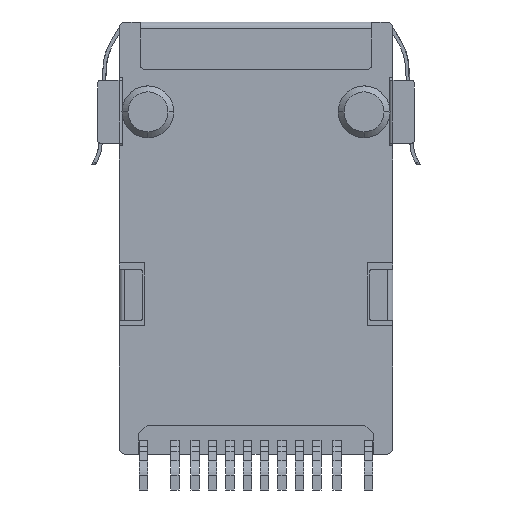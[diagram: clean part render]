
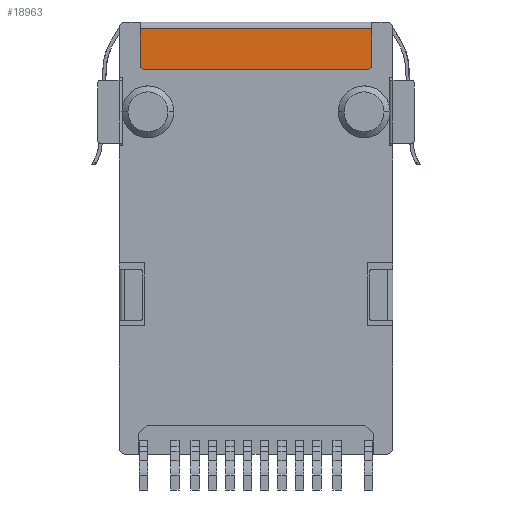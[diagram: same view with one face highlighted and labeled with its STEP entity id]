
A CAD part, front view. The second image highlights one B-rep face of the part: STEP entity #18963.
In plain terms, the highlighted planar face has unit normal (0, -1, 0).
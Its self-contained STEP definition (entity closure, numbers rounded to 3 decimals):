
#104 = CARTESIAN_POINT ( 'NONE',  ( 16.15, 1.1, -2.8 ) ) ;
#648 = VERTEX_POINT ( 'NONE', #7797 ) ;
#1325 = EDGE_CURVE ( 'NONE', #6327, #3967, #25836, .T. ) ;
#1769 = ORIENTED_EDGE ( 'NONE', *, *, #18820, .F. ) ;
#1996 = CARTESIAN_POINT ( 'NONE',  ( 16.45, 1.1, -2.5 ) ) ;
#2003 = CIRCLE ( 'NONE', #10312, 0.3 ) ;
#2118 = ORIENTED_EDGE ( 'NONE', *, *, #5773, .F. ) ;
#3345 = LINE ( 'NONE', #20245, #9706 ) ;
#3632 = ORIENTED_EDGE ( 'NONE', *, *, #21601, .F. ) ;
#3704 = CARTESIAN_POINT ( 'NONE',  ( 2.85, 1.1, -0.4 ) ) ;
#3967 = VERTEX_POINT ( 'NONE', #1996 ) ;
#4505 = CARTESIAN_POINT ( 'NONE',  ( 3.15, 1.1, -2.5 ) ) ;
#4669 = EDGE_CURVE ( 'NONE', #13397, #17595, #30706, .T. ) ;
#4797 = LINE ( 'NONE', #27388, #8441 ) ;
#5092 = CARTESIAN_POINT ( 'NONE',  ( 16.15, 1.1, -2.8 ) ) ;
#5773 = EDGE_CURVE ( 'NONE', #23380, #3967, #3345, .T. ) ;
#5834 = CARTESIAN_POINT ( 'NONE',  ( 2.85, 1.1, -0.4 ) ) ;
#6327 = VERTEX_POINT ( 'NONE', #104 ) ;
#7241 = DIRECTION ( 'NONE',  ( 0., -1., 0. ) ) ;
#7332 = DIRECTION ( 'NONE',  ( 0., -1., 0. ) ) ;
#7797 = CARTESIAN_POINT ( 'NONE',  ( 3.15, 1.1, -2.8 ) ) ;
#8441 = VECTOR ( 'NONE', #24631, 1000. ) ;
#8575 = CARTESIAN_POINT ( 'NONE',  ( 2.85, 1.1, -2.5 ) ) ;
#9240 = AXIS2_PLACEMENT_3D ( 'NONE', #14232, #7241, #24132 ) ;
#9706 = VECTOR ( 'NONE', #30344, 1000. ) ;
#9877 = ORIENTED_EDGE ( 'NONE', *, *, #4669, .T. ) ;
#10312 = AXIS2_PLACEMENT_3D ( 'NONE', #4505, #24323, #20570 ) ;
#11978 = ORIENTED_EDGE ( 'NONE', *, *, #12843, .T. ) ;
#12690 = PLANE ( 'NONE',  #15178 ) ;
#12843 = EDGE_CURVE ( 'NONE', #17595, #648, #2003, .T. ) ;
#13397 = VERTEX_POINT ( 'NONE', #3704 ) ;
#14230 = DIRECTION ( 'NONE',  ( 0., 0., -1. ) ) ;
#14232 = CARTESIAN_POINT ( 'NONE',  ( 16.15, 1.1, -2.5 ) ) ;
#14627 = DIRECTION ( 'NONE',  ( 0., 0., -1. ) ) ;
#15178 = AXIS2_PLACEMENT_3D ( 'NONE', #31716, #7332, #14627 ) ;
#17234 = FACE_OUTER_BOUND ( 'NONE', #18398, .T. ) ;
#17595 = VERTEX_POINT ( 'NONE', #8575 ) ;
#18398 = EDGE_LOOP ( 'NONE', ( #1769, #27237, #2118, #3632, #9877, #11978 ) ) ;
#18803 = VECTOR ( 'NONE', #19560, 1000. ) ;
#18820 = EDGE_CURVE ( 'NONE', #6327, #648, #22001, .T. ) ;
#18963 = ADVANCED_FACE ( 'NONE', ( #17234 ), #12690, .T. ) ;
#19211 = VECTOR ( 'NONE', #14230, 1000. ) ;
#19560 = DIRECTION ( 'NONE',  ( -1., 0., 0. ) ) ;
#20245 = CARTESIAN_POINT ( 'NONE',  ( 16.45, 1.1, -0.4 ) ) ;
#20570 = DIRECTION ( 'NONE',  ( -1., 0., 0. ) ) ;
#21601 = EDGE_CURVE ( 'NONE', #13397, #23380, #4797, .T. ) ;
#22001 = LINE ( 'NONE', #5092, #18803 ) ;
#23380 = VERTEX_POINT ( 'NONE', #29565 ) ;
#24132 = DIRECTION ( 'NONE',  ( 0., 0., -1. ) ) ;
#24323 = DIRECTION ( 'NONE',  ( 0., -1., 0. ) ) ;
#24631 = DIRECTION ( 'NONE',  ( 1., 0., 0. ) ) ;
#25836 = CIRCLE ( 'NONE', #9240, 0.3 ) ;
#27237 = ORIENTED_EDGE ( 'NONE', *, *, #1325, .T. ) ;
#27388 = CARTESIAN_POINT ( 'NONE',  ( 2.85, 1.1, -0.4 ) ) ;
#29565 = CARTESIAN_POINT ( 'NONE',  ( 16.45, 1.1, -0.4 ) ) ;
#30344 = DIRECTION ( 'NONE',  ( 0., 0., -1. ) ) ;
#30706 = LINE ( 'NONE', #5834, #19211 ) ;
#31716 = CARTESIAN_POINT ( 'NONE',  ( 1.6, 1.1, -25.4 ) ) ;
